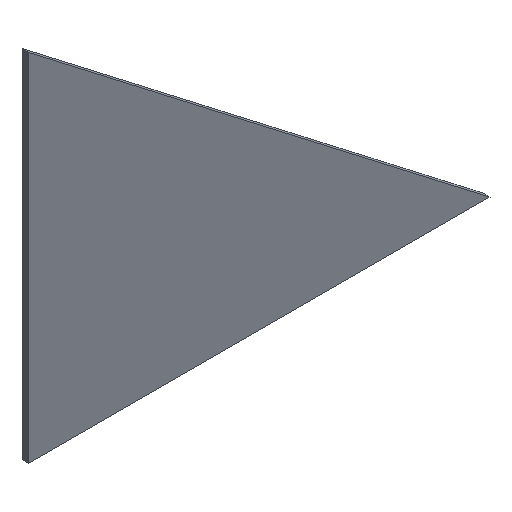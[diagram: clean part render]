
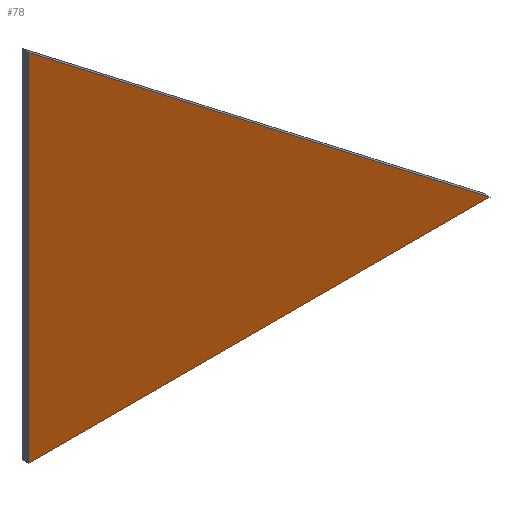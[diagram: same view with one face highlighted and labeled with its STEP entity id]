
A CAD part, isometric view. The second image highlights one B-rep face of the part: STEP entity #78.
In plain terms, the highlighted planar face has unit normal (0, -1, 0).
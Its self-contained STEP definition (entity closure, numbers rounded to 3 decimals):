
#4 = LINE ( 'NONE', #143, #104 ) ;
#5 = ORIENTED_EDGE ( 'NONE', *, *, #109, .F. ) ;
#8 = EDGE_CURVE ( 'NONE', #35, #62, #4, .T. ) ;
#21 = CARTESIAN_POINT ( 'NONE',  ( 0., -2.5, 0. ) ) ;
#27 = CARTESIAN_POINT ( 'NONE',  ( 350., -2.5, -270. ) ) ;
#29 = AXIS2_PLACEMENT_3D ( 'NONE', #36, #97, #130 ) ;
#35 = VERTEX_POINT ( 'NONE', #112 ) ;
#36 = CARTESIAN_POINT ( 'NONE',  ( 0., -2.5, 0. ) ) ;
#48 = PLANE ( 'NONE',  #29 ) ;
#55 = CARTESIAN_POINT ( 'NONE',  ( 0., -2.5, 0. ) ) ;
#62 = VERTEX_POINT ( 'NONE', #162 ) ;
#78 = ADVANCED_FACE ( 'NONE', ( #149 ), #48, .T. ) ;
#83 = DIRECTION ( 'NONE',  ( -1., 0., 0. ) ) ;
#95 = VECTOR ( 'NONE', #167, 1000. ) ;
#97 = DIRECTION ( 'NONE',  ( 0., -1., 0. ) ) ;
#104 = VECTOR ( 'NONE', #83, 1000. ) ;
#109 = EDGE_CURVE ( 'NONE', #62, #147, #161, .T. ) ;
#111 = ORIENTED_EDGE ( 'NONE', *, *, #8, .F. ) ;
#112 = CARTESIAN_POINT ( 'NONE',  ( 350., -2.5, -270. ) ) ;
#128 = ORIENTED_EDGE ( 'NONE', *, *, #193, .F. ) ;
#130 = DIRECTION ( 'NONE',  ( 0., 0., -1. ) ) ;
#131 = VECTOR ( 'NONE', #196, 1000. ) ;
#143 = CARTESIAN_POINT ( 'NONE',  ( 0., -2.5, -270. ) ) ;
#147 = VERTEX_POINT ( 'NONE', #55 ) ;
#149 = FACE_OUTER_BOUND ( 'NONE', #180, .T. ) ;
#161 = LINE ( 'NONE', #21, #131 ) ;
#162 = CARTESIAN_POINT ( 'NONE',  ( 0., -2.5, -270. ) ) ;
#167 = DIRECTION ( 'NONE',  ( 0.792, 0., -0.611 ) ) ;
#180 = EDGE_LOOP ( 'NONE', ( #128, #5, #111 ) ) ;
#186 = LINE ( 'NONE', #27, #95 ) ;
#193 = EDGE_CURVE ( 'NONE', #147, #35, #186, .T. ) ;
#196 = DIRECTION ( 'NONE',  ( 0., 0., 1. ) ) ;
